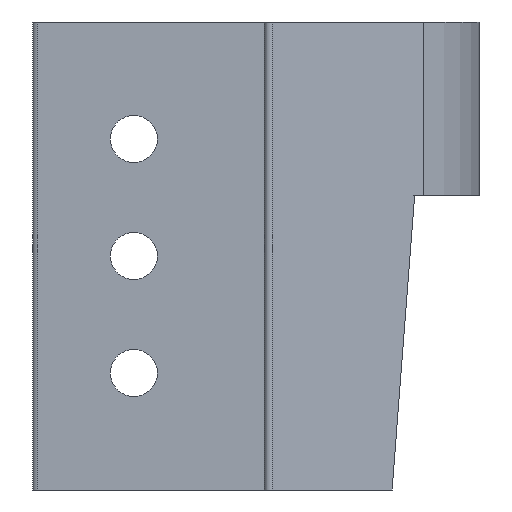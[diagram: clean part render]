
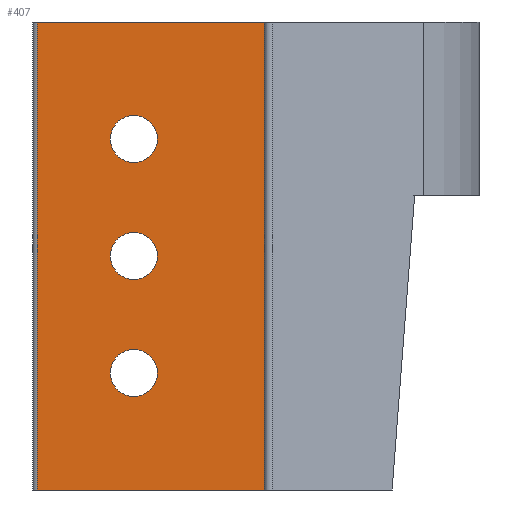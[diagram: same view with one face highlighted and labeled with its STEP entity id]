
A CAD part, left-side view. The second image highlights one B-rep face of the part: STEP entity #407.
In plain terms, the highlighted planar face has unit normal (-1, 0, 0).
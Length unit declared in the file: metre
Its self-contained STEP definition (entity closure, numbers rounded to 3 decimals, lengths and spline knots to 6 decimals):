
#34=LINE('',#618,#66);
#35=LINE('',#621,#67);
#36=LINE('',#623,#68);
#37=LINE('',#625,#69);
#66=VECTOR('',#498,1.);
#67=VECTOR('',#499,1.);
#68=VECTOR('',#500,1.);
#69=VECTOR('',#501,1.);
#98=ORIENTED_EDGE('',*,*,#204,.F.);
#99=ORIENTED_EDGE('',*,*,#205,.F.);
#100=ORIENTED_EDGE('',*,*,#206,.F.);
#101=ORIENTED_EDGE('',*,*,#207,.F.);
#102=ORIENTED_EDGE('',*,*,#208,.T.);
#103=ORIENTED_EDGE('',*,*,#209,.T.);
#104=ORIENTED_EDGE('',*,*,#210,.T.);
#204=EDGE_CURVE('',#257,#257,#296,.F.);
#205=EDGE_CURVE('',#258,#258,#297,.F.);
#206=EDGE_CURVE('',#259,#259,#298,.F.);
#207=EDGE_CURVE('',#260,#261,#34,.T.);
#208=EDGE_CURVE('',#260,#262,#35,.T.);
#209=EDGE_CURVE('',#262,#263,#36,.T.);
#210=EDGE_CURVE('',#263,#261,#37,.F.);
#257=VERTEX_POINT('',#613);
#258=VERTEX_POINT('',#615);
#259=VERTEX_POINT('',#617);
#260=VERTEX_POINT('',#619);
#261=VERTEX_POINT('',#620);
#262=VERTEX_POINT('',#622);
#263=VERTEX_POINT('',#624);
#296=CIRCLE('',#445,0.002553);
#297=CIRCLE('',#446,0.002553);
#298=CIRCLE('',#447,0.002553);
#313=EDGE_LOOP('',(#98));
#314=EDGE_LOOP('',(#99));
#315=EDGE_LOOP('',(#100));
#316=EDGE_LOOP('',(#101,#102,#103,#104));
#353=FACE_BOUND('',#313,.T.);
#354=FACE_BOUND('',#314,.T.);
#355=FACE_BOUND('',#315,.T.);
#356=FACE_BOUND('',#316,.T.);
#393=PLANE('',#444);
#407=ADVANCED_FACE('',(#353,#354,#355,#356),#393,.F.);
#444=AXIS2_PLACEMENT_3D('',#611,#490,#491);
#445=AXIS2_PLACEMENT_3D('',#612,#492,#493);
#446=AXIS2_PLACEMENT_3D('',#614,#494,#495);
#447=AXIS2_PLACEMENT_3D('',#616,#496,#497);
#490=DIRECTION('',(1.,0.,0.));
#491=DIRECTION('',(0.,0.,-1.));
#492=DIRECTION('',(1.,0.,0.));
#493=DIRECTION('',(0.,0.,-1.));
#494=DIRECTION('',(1.,0.,0.));
#495=DIRECTION('',(0.,0.,-1.));
#496=DIRECTION('',(1.,0.,0.));
#497=DIRECTION('',(0.,0.,-1.));
#498=DIRECTION('',(0.,1.,0.));
#499=DIRECTION('',(0.,0.,1.));
#500=DIRECTION('',(0.,1.,0.));
#501=DIRECTION('',(0.,0.,1.));
#611=CARTESIAN_POINT('',(-0.023743,0.020989,0.009206));
#612=CARTESIAN_POINT('',(-0.023743,0.022462,0.015302));
#613=CARTESIAN_POINT('',(-0.023743,0.022462,0.012749));
#614=CARTESIAN_POINT('',(-0.023743,0.022462,0.002602));
#615=CARTESIAN_POINT('',(-0.023743,0.022462,0.000049));
#616=CARTESIAN_POINT('',(-0.023743,0.022462,-0.010098));
#617=CARTESIAN_POINT('',(-0.023743,0.022462,-0.012651));
#618=CARTESIAN_POINT('',(-0.023743,0.020989,-0.022798));
#619=CARTESIAN_POINT('',(-0.023743,0.008289,-0.022798));
#620=CARTESIAN_POINT('',(-0.023743,0.032946,-0.022798));
#621=CARTESIAN_POINT('',(-0.023743,0.008289,0.009206));
#622=CARTESIAN_POINT('',(-0.023743,0.008289,0.028002));
#623=CARTESIAN_POINT('',(-0.023743,0.020989,0.028002));
#624=CARTESIAN_POINT('',(-0.023743,0.032946,0.028002));
#625=CARTESIAN_POINT('',(-0.023743,0.032946,0.009206));
